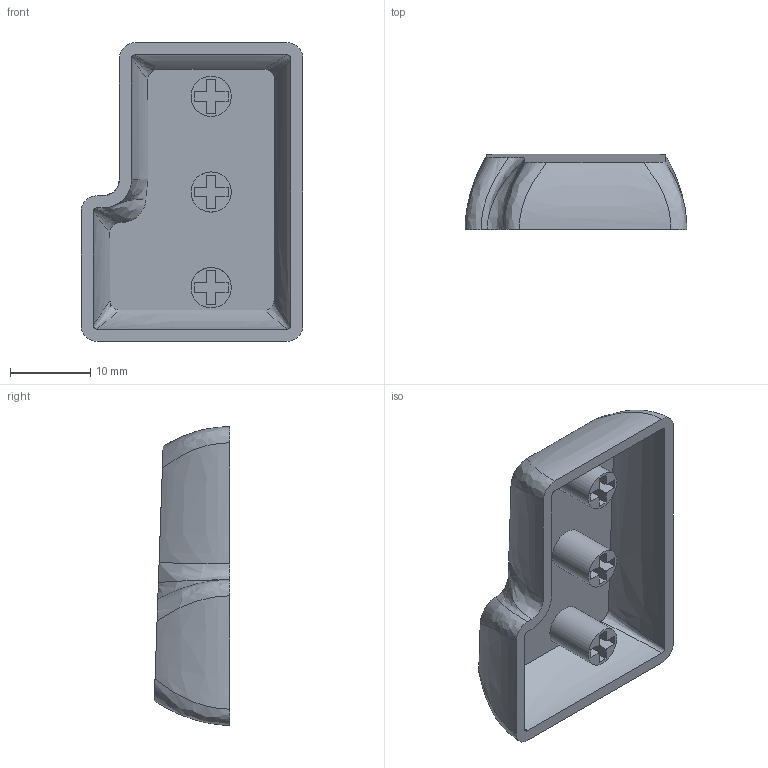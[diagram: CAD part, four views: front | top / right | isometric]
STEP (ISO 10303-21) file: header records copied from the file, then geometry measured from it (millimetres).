
FILE_DESCRIPTION(/* description */ (''),/* implementation_level */ '2;1');
FILE_NAME(/* name */ 'R3_1.5u_enter_ISO.step',/* time_stamp */ '2022-04-14T16:52:45-03:00',/* author */ (''),/* organization */ (''),/* preprocessor_version */ 'ST-DEVELOPER v18.1',/* originating_system */ 'Autodesk Translation Framework v10.14.0.1471',/* authorisation */ '');
FILE_SCHEMA (('AUTOMOTIVE_DESIGN { 1 0 10303 214 3 1 1 }'));
Length unit declared in the file: millimetre
Products named in the file (1): R3_1.5u_enter_ISO
Bounding box: 27.62 x 9.39 x 37.15 mm (x, y, z)
Volume: 2549.8 mm3; surface area: 3929.3 mm2
Topology: 4 solids, 4 shells, 75 faces, 189 edges, 126 vertices
Faces by surface type: plane 48, bspline 24, cylinder 3
Full cylindrical faces by diameter (mm): 5 x3
Entity records: 3363 total; most frequent: CARTESIAN_POINT 1671, ORIENTED_EDGE 378, DIRECTION 263, EDGE_CURVE 189, VERTEX_POINT 126, LINE 123, VECTOR 123, EDGE_LOOP 79
